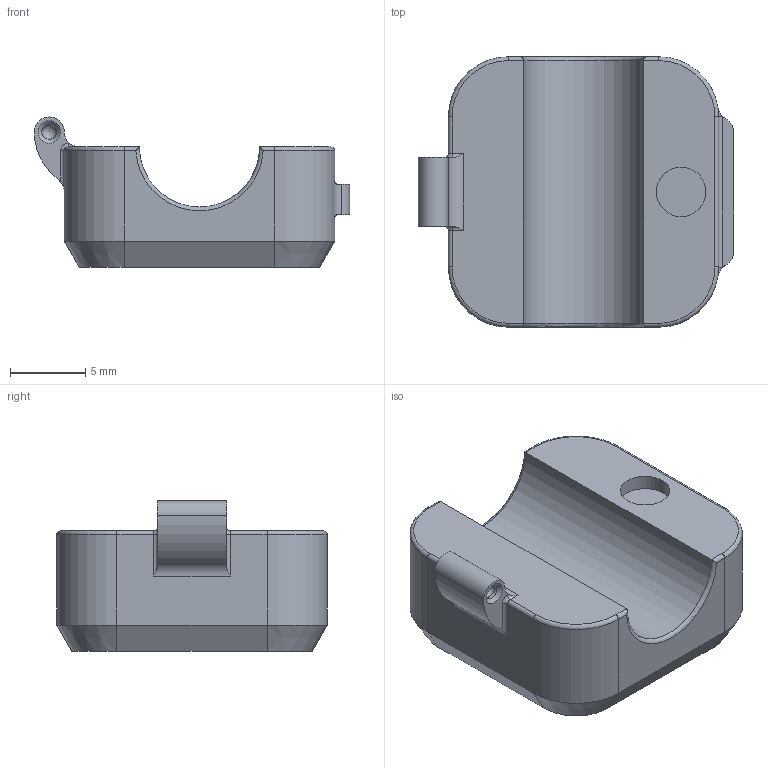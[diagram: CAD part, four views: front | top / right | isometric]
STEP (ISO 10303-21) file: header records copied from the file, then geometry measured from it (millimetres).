
FILE_DESCRIPTION(('STEP AP214'), '1');
FILE_NAME('âåðõíÿÿ ÷àñü äåðæàòåëÿ', '', ('UNSPECIFIED'), ('UNSPECIFIED'), 'C3D Converter', 'C3D Toolkit', '');
FILE_SCHEMA(('AUTOMOTIVE_DESIGN { 1 0 10303 214 3 1 1}'));
Length unit declared in the file: millimetre
Bounding box: 21 x 18 x 10 mm (x, y, z)
Volume: 2014.9 mm3; surface area: 1185.7 mm2
Topology: 1 solids, 1 shells, 67 faces, 160 edges, 96 vertices
Faces by surface type: cylinder 29, plane 18, torus 12, cone 6, sphere 2
Full cylindrical faces by diameter (mm): 1 x2, 3.3 x1
Entity records: 2188 total; most frequent: CARTESIAN_POINT 608, DIRECTION 347, ORIENTED_EDGE 302, EDGE_CURVE 151, AXIS2_PLACEMENT_3D 140, VERTEX_POINT 94, EDGE_LOOP 75, CIRCLE 72
